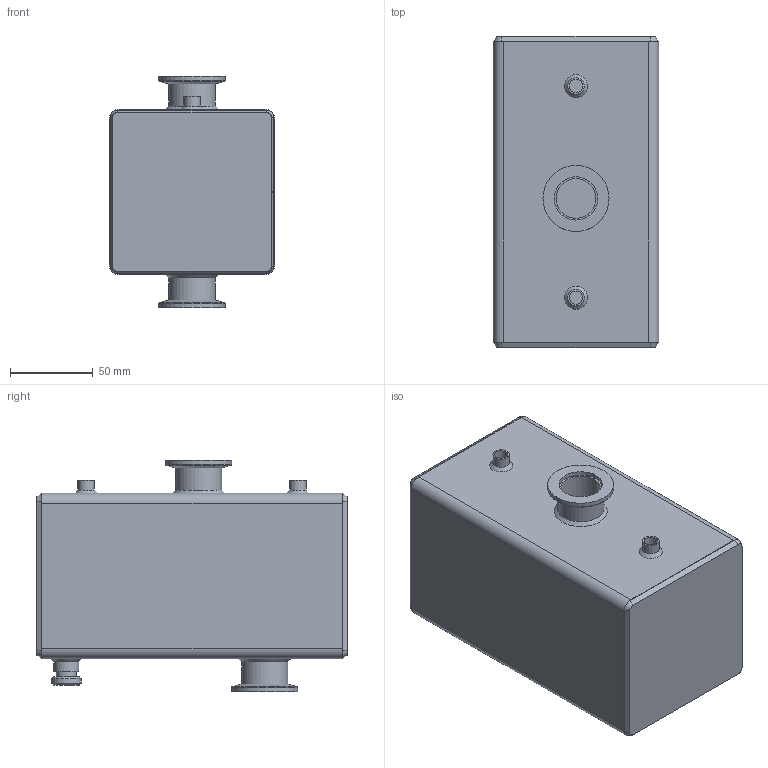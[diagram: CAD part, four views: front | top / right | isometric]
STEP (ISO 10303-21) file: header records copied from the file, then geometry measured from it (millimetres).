
FILE_DESCRIPTION((''),'2;1');
FILE_NAME('PK940013_SW.stp','2008-08-26T11:54:30',('selzer-f'),(''),'Autodesk Inventor 11','Autodesk Inventor 11','');
FILE_SCHEMA(('AUTOMOTIVE_DESIGN { 1 0 10303 214 1 1 1 1 }'));
Length unit declared in the file: millimetre
Products named in the file (1): PK940013_SW
Bounding box: 100 x 188 x 140 mm (x, y, z)
Volume: 1884063.6 mm3; surface area: 105745.3 mm2
Topology: 1 solids, 8 shells, 110 faces, 227 edges, 145 vertices
Faces by surface type: plane 49, cylinder 32, cone 22, torus 5, bspline 2
Full cylindrical faces by diameter (mm): 5.6 x1, 6 x1, 6.647 x1, 8 x2, 10 x4, 10.2 x2, 12 x2, 13 x1, 15 x1, 18 x1, 24 x2, 26.2 x2, 28 x4, 28.2 x2, 40 x2
Entity records: 2689 total; most frequent: CARTESIAN_POINT 500, DIRECTION 484, ORIENTED_EDGE 334, AXIS2_PLACEMENT_3D 208, EDGE_LOOP 184, EDGE_CURVE 167, VERTEX_POINT 134, FACE_OUTER_BOUND 110
